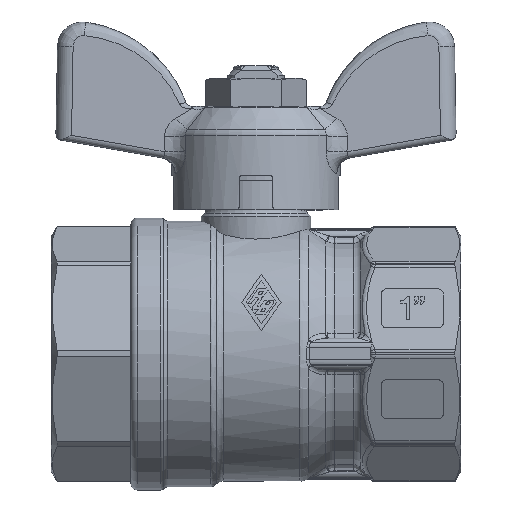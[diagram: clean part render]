
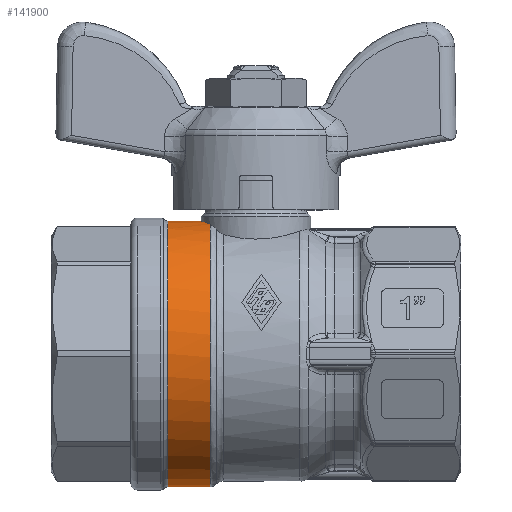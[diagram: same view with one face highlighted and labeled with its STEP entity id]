
A CAD part, top view. The second image highlights one B-rep face of the part: STEP entity #141900.
In plain terms, the highlighted cylindrical face has radius 21.25 mm (diameter 42.5 mm), a partial arc.
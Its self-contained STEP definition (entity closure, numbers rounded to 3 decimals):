
#52060=CARTESIAN_POINT('',(0.,11.,0.));
#52070=DIRECTION('',(0.,1.,0.));
#52080=DIRECTION('',(-1.,0.,0.));
#52090=AXIS2_PLACEMENT_3D('',#52060,#52070,#52080);
#52100=CYLINDRICAL_SURFACE('',#52090,8.75);
#137540=CARTESIAN_POINT('',(7.33,20.706,
-4.779));
#137550=VERTEX_POINT('',#137540);
#137580=CARTESIAN_POINT('',(10.625,0.,0.));
#137590=DIRECTION('',(1.,0.,0.));
#137600=DIRECTION('',(0.,1.,0.));
#137610=AXIS2_PLACEMENT_3D('',#137580,#137590,#137600);
#137620=CYLINDRICAL_SURFACE('',#137610,21.25);
#137630=CARTESIAN_POINT('',(8.75,21.25,0.));
#137640=CARTESIAN_POINT('',(8.75,21.25,-0.106));
#137650=CARTESIAN_POINT('',(8.748,21.249,
-0.212));
#137660=CARTESIAN_POINT('',(8.744,21.248,
-0.317));
#137670=CARTESIAN_POINT('',(8.74,21.246,
-0.423));
#137680=CARTESIAN_POINT('',(8.735,21.244,
-0.529));
#137690=CARTESIAN_POINT('',(8.727,21.241,
-0.634));
#137700=CARTESIAN_POINT('',(8.719,21.237,
-0.74));
#137710=CARTESIAN_POINT('',(8.71,21.233,
-0.845));
#137720=CARTESIAN_POINT('',(8.698,21.229,
-0.95));
#137730=CARTESIAN_POINT('',(8.687,21.224,
-1.056));
#137740=CARTESIAN_POINT('',(8.673,21.219,
-1.16));
#137750=CARTESIAN_POINT('',(8.658,21.212,
-1.265));
#137760=CARTESIAN_POINT('',(8.643,21.206,
-1.37));
#137770=CARTESIAN_POINT('',(8.626,21.199,
-1.474));
#137780=CARTESIAN_POINT('',(8.607,21.191,
-1.578));
#137790=CARTESIAN_POINT('',(8.588,21.184,
-1.682));
#137800=CARTESIAN_POINT('',(8.567,21.175,
-1.785));
#137810=CARTESIAN_POINT('',(8.544,21.166,
-1.888));
#137820=CARTESIAN_POINT('',(8.521,21.157,
-1.991));
#137830=CARTESIAN_POINT('',(8.496,21.147,
-2.094));
#137840=CARTESIAN_POINT('',(8.47,21.136,
-2.196));
#137850=CARTESIAN_POINT('',(8.443,21.126,
-2.298));
#137860=CARTESIAN_POINT('',(8.415,21.114,
-2.4));
#137870=CARTESIAN_POINT('',(8.385,21.102,
-2.501));
#137880=CARTESIAN_POINT('',(8.355,21.09,
-2.602));
#137890=CARTESIAN_POINT('',(8.323,21.078,
-2.702));
#137900=CARTESIAN_POINT('',(8.289,21.065,
-2.801));
#137910=CARTESIAN_POINT('',(8.273,21.058,
-2.851));
#137920=CARTESIAN_POINT('',(8.255,21.051,
-2.901));
#137930=CARTESIAN_POINT('',(8.238,21.044,
-2.95));
#137940=CARTESIAN_POINT('',(8.22,21.037,
-3.));
#137950=CARTESIAN_POINT('',(8.202,21.03,
-3.049));
#137960=CARTESIAN_POINT('',(8.183,21.023,
-3.098));
#137970=CARTESIAN_POINT('',(8.146,21.008,
-3.196));
#137980=CARTESIAN_POINT('',(8.107,20.993,
-3.294));
#137990=CARTESIAN_POINT('',(8.066,20.978,
-3.391));
#138000=CARTESIAN_POINT('',(8.026,20.962,
-3.487));
#138010=CARTESIAN_POINT('',(7.983,20.946,
-3.583));
#138020=CARTESIAN_POINT('',(7.939,20.929,
-3.679));
#138030=CARTESIAN_POINT('',(7.895,20.912,
-3.774));
#138040=CARTESIAN_POINT('',(7.849,20.895,
-3.869));
#138050=CARTESIAN_POINT('',(7.801,20.877,
-3.962));
#138060=CARTESIAN_POINT('',(7.754,20.86,
-4.056));
#138070=CARTESIAN_POINT('',(7.705,20.841,
-4.149));
#138080=CARTESIAN_POINT('',(7.654,20.823,
-4.24));
#138090=CARTESIAN_POINT('',(7.603,20.804,
-4.332));
#138100=CARTESIAN_POINT('',(7.551,20.785,
-4.423));
#138110=CARTESIAN_POINT('',(7.497,20.765,
-4.513));
#138120=CARTESIAN_POINT('',(7.443,20.746,
-4.602));
#138130=CARTESIAN_POINT('',(7.387,20.726,
-4.691));
#138140=CARTESIAN_POINT('',(7.33,20.706,
-4.779));
#138150=B_SPLINE_CURVE_WITH_KNOTS('',3,(#137630,#137640,#137650,#137660,
#137670,#137680,#137690,#137700,#137710,#137720,#137730,#137740,#137750,
#137760,#137770,#137780,#137790,#137800,#137810,#137820,#137830,#137840,
#137850,#137860,#137870,#137880,#137890,#137900,#137910,#137920,#137930,
#137940,#137950,#137960,#137970,#137980,#137990,#138000,#138010,#138020,
#138030,#138040,#138050,#138060,#138070,#138080,#138090,#138100,#138110,
#138120,#138130,#138140),.UNSPECIFIED.,.F.,.F.,(4,3,3,3,3,3,3,3,3,3,3,3,
3,3,3,3,3,4),(0.,0.318,0.635,0.953,
1.27,1.588,1.906,2.224,
2.542,2.86,3.018,3.177,
3.496,3.814,4.134,4.453,
4.773,5.093),.UNSPECIFIED.);
#138160=SURFACE_CURVE('',#138150,(#137620,#52100),.CURVE_3D.);
#138170=CARTESIAN_POINT('',(8.75,21.25,0.));
#138180=VERTEX_POINT('',#138170);
#138190=EDGE_CURVE('',#138180,#137550,#138160,.T.);
#141360=CARTESIAN_POINT('',(7.33,0.,0.));
#141370=DIRECTION('',(1.,0.,0.));
#141380=DIRECTION('',(0.,1.,0.));
#141390=AXIS2_PLACEMENT_3D('',#141360,#141370,#141380);
#141400=CIRCLE('',#141390,21.25);
#141410=CARTESIAN_POINT('',(7.33,-21.25,0.
));
#141420=VERTEX_POINT('',#141410);
#141450=EDGE_CURVE('',#141420,#137550,#141400,.T.);
#141580=CARTESIAN_POINT('',(10.625,0.,0.));
#141590=DIRECTION('',(1.,0.,0.));
#141600=DIRECTION('',(0.,1.,0.));
#141610=AXIS2_PLACEMENT_3D('',#141580,#141590,#141600);
#141620=CYLINDRICAL_SURFACE('',#141610,21.25);
#141630=ORIENTED_EDGE('',*,*,#141450,.T.);
#141640=CARTESIAN_POINT('',(10.625,-21.25,0.));
#141650=DIRECTION('',(1.,0.,0.));
#141660=VECTOR('',#141650,1.);
#141670=LINE('',#141640,#141660);
#141680=CARTESIAN_POINT('',(14.086,-21.25,0.
));
#141690=VERTEX_POINT('',#141680);
#141700=EDGE_CURVE('',#141420,#141690,#141670,.T.);
#141710=ORIENTED_EDGE('',*,*,#141700,.F.);
#141720=CARTESIAN_POINT('',(14.086,0.,0.));
#141730=DIRECTION('',(-1.,0.,0.));
#141740=DIRECTION('',(0.,1.,0.));
#141750=AXIS2_PLACEMENT_3D('',#141720,#141730,#141740);
#141760=CIRCLE('',#141750,21.25);
#141770=CARTESIAN_POINT('',(14.086,21.25,0.)
);
#141780=VERTEX_POINT('',#141770);
#141790=EDGE_CURVE('',#141780,#141690,#141760,.T.);
#141800=ORIENTED_EDGE('',*,*,#141790,.T.);
#141810=CARTESIAN_POINT('',(10.625,21.25,0.));
#141820=DIRECTION('',(1.,0.,0.));
#141830=VECTOR('',#141820,1.);
#141840=LINE('',#141810,#141830);
#141850=EDGE_CURVE('',#138180,#141780,#141840,.T.);
#141860=ORIENTED_EDGE('',*,*,#141850,.T.);
#141870=ORIENTED_EDGE('',*,*,#138190,.F.);
#141880=EDGE_LOOP('',(#141870,#141860,#141800,#141710,#141630));
#141890=FACE_OUTER_BOUND('',#141880,.T.);
#141900=ADVANCED_FACE('',(#141890),#141620,.T.);
